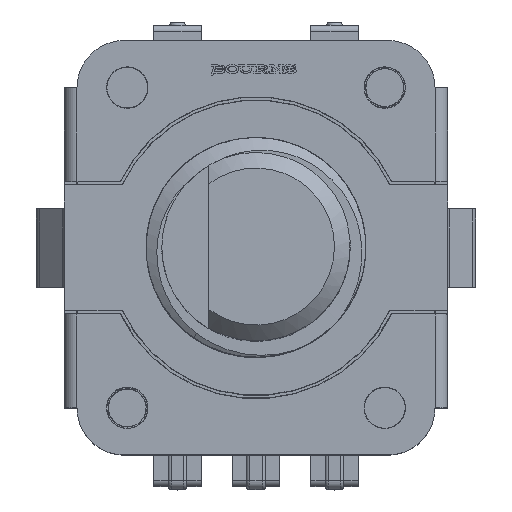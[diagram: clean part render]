
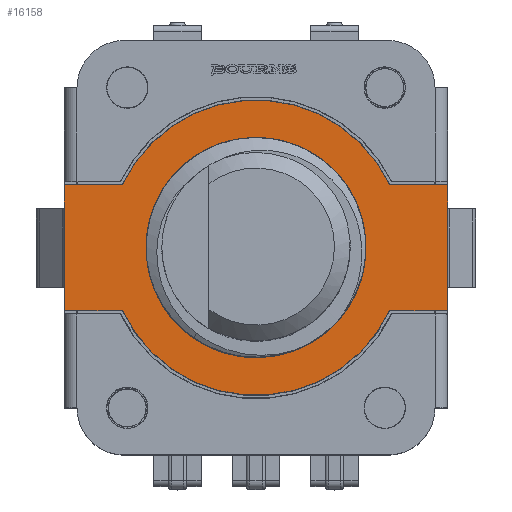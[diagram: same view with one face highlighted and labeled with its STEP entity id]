
A CAD part, top view. The second image highlights one B-rep face of the part: STEP entity #16158.
In plain terms, the highlighted face is planar.
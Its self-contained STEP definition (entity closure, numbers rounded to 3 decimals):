
#468=FACE_BOUND('',#1910,.T.);
#514=PLANE('',#17413);
#934=FACE_OUTER_BOUND('',#1909,.T.);
#1909=EDGE_LOOP('',(#10952,#10953,#10954,#10955,#10956,#10957,#10958,#10959));
#1910=EDGE_LOOP('',(#10960,#10961,#10962));
#2903=CIRCLE('',#17412,4.7);
#2904=CIRCLE('',#17414,4.7);
#2905=CIRCLE('',#17415,3.5);
#3567=B_SPLINE_CURVE_WITH_KNOTS('',3,(#25294,#25295,#25296,#25297),
 .UNSPECIFIED.,.F.,.F.,(4,4),(-0.005,0.),.UNSPECIFIED.);
#3568=B_SPLINE_CURVE_WITH_KNOTS('',3,(#25298,#25299,#25300,#25301,#25302,
#25303,#25304,#25305,#25306,#25307,#25308,#25309,#25310,#25311,#25312,#25313,
#25314,#25315,#25316,#25317,#25318,#25319,#25320,#25321,#25322),
 .UNSPECIFIED.,.F.,.F.,(4,3,3,3,3,3,3,3,4),(-3.886,-3.459,
-2.954,-2.448,-1.943,-1.438,
-0.933,-0.428,0.),.UNSPECIFIED.);
#3815=LINE('',#25244,#5310);
#3818=LINE('',#25249,#5313);
#3820=LINE('',#25253,#5315);
#3833=LINE('',#25279,#5328);
#3834=LINE('',#25282,#5329);
#3836=LINE('',#25288,#5331);
#5310=VECTOR('',#19058,1.847);
#5313=VECTOR('',#19063,4.);
#5315=VECTOR('',#19067,1.847);
#5328=VECTOR('',#19090,4.);
#5329=VECTOR('',#19093,1.847);
#5331=VECTOR('',#19101,1.847);
#6830=VERTEX_POINT('',#25241);
#6831=VERTEX_POINT('',#25243);
#6832=VERTEX_POINT('',#25247);
#6833=VERTEX_POINT('',#25251);
#6840=VERTEX_POINT('',#25275);
#6841=VERTEX_POINT('',#25277);
#6842=VERTEX_POINT('',#25281);
#6843=VERTEX_POINT('',#25287);
#6844=VERTEX_POINT('',#25290);
#6845=VERTEX_POINT('',#25291);
#6846=VERTEX_POINT('',#25293);
#8411=EDGE_CURVE('',#6830,#6831,#3815,.T.);
#8414=EDGE_CURVE('',#6832,#6830,#3818,.T.);
#8416=EDGE_CURVE('',#6833,#6832,#3820,.T.);
#8429=EDGE_CURVE('',#6841,#6840,#3833,.T.);
#8430=EDGE_CURVE('',#6840,#6842,#3834,.T.);
#8432=EDGE_CURVE('',#6842,#6833,#2903,.T.);
#8433=EDGE_CURVE('',#6843,#6841,#3836,.T.);
#8434=EDGE_CURVE('',#6831,#6843,#2904,.T.);
#8435=EDGE_CURVE('',#6844,#6845,#2905,.T.);
#8436=EDGE_CURVE('',#6846,#6844,#3567,.T.);
#8437=EDGE_CURVE('',#6846,#6845,#3568,.T.);
#10952=ORIENTED_EDGE('',*,*,#8429,.F.);
#10953=ORIENTED_EDGE('',*,*,#8433,.F.);
#10954=ORIENTED_EDGE('',*,*,#8434,.F.);
#10955=ORIENTED_EDGE('',*,*,#8411,.F.);
#10956=ORIENTED_EDGE('',*,*,#8414,.F.);
#10957=ORIENTED_EDGE('',*,*,#8416,.F.);
#10958=ORIENTED_EDGE('',*,*,#8432,.F.);
#10959=ORIENTED_EDGE('',*,*,#8430,.F.);
#10960=ORIENTED_EDGE('',*,*,#8435,.F.);
#10961=ORIENTED_EDGE('',*,*,#8436,.F.);
#10962=ORIENTED_EDGE('',*,*,#8437,.T.);
#16158=ADVANCED_FACE('',(#934,#468),#514,.T.);
#17412=AXIS2_PLACEMENT_3D('',#25285,#19097,#19098);
#17413=AXIS2_PLACEMENT_3D('',#25286,#19099,#19100);
#17414=AXIS2_PLACEMENT_3D('',#25289,#19102,#19103);
#17415=AXIS2_PLACEMENT_3D('',#25292,#19104,#19105);
#19058=DIRECTION('',(1.,0.,0.));
#19063=DIRECTION('',(0.,0.,-1.));
#19067=DIRECTION('',(-1.,0.,0.));
#19090=DIRECTION('',(0.,0.,1.));
#19093=DIRECTION('',(-1.,0.,0.));
#19097=DIRECTION('center_axis',(0.,-1.,0.));
#19098=DIRECTION('ref_axis',(0.905,0.,0.426));
#19099=DIRECTION('center_axis',(0.,1.,0.));
#19100=DIRECTION('ref_axis',(1.,0.,0.));
#19101=DIRECTION('',(1.,0.,0.));
#19102=DIRECTION('center_axis',(0.,-1.,0.));
#19103=DIRECTION('ref_axis',(-0.905,0.,-0.426));
#19104=DIRECTION('center_axis',(0.,1.,0.));
#19105=DIRECTION('ref_axis',(-0.971,0.,0.239));
#25241=CARTESIAN_POINT('',(-6.1,1.1,-2.));
#25243=CARTESIAN_POINT('',(-4.253,1.1,-2.));
#25244=CARTESIAN_POINT('',(-6.1,1.1,-2.));
#25247=CARTESIAN_POINT('',(-6.1,1.1,2.));
#25249=CARTESIAN_POINT('',(-6.1,1.1,2.));
#25251=CARTESIAN_POINT('',(-4.253,1.1,2.));
#25253=CARTESIAN_POINT('',(-4.253,1.1,2.));
#25275=CARTESIAN_POINT('',(6.1,1.1,2.));
#25277=CARTESIAN_POINT('',(6.1,1.1,-2.));
#25279=CARTESIAN_POINT('',(6.1,1.1,-2.));
#25281=CARTESIAN_POINT('',(4.253,1.1,2.));
#25282=CARTESIAN_POINT('',(6.1,1.1,2.));
#25285=CARTESIAN_POINT('Origin',(0.,1.1,0.));
#25286=CARTESIAN_POINT('Origin',(0.,1.1,0.));
#25287=CARTESIAN_POINT('',(4.253,1.1,-2.));
#25288=CARTESIAN_POINT('',(4.253,1.1,-2.));
#25289=CARTESIAN_POINT('Origin',(0.,1.1,0.));
#25290=CARTESIAN_POINT('',(-3.394,1.1,0.855));
#25291=CARTESIAN_POINT('',(-2.619,1.1,2.321));
#25292=CARTESIAN_POINT('Origin',(0.,1.1,0.));
#25293=CARTESIAN_POINT('',(-3.398,1.1,0.838));
#25294=CARTESIAN_POINT('Ctrl Pts',(-3.398,1.1,0.838));
#25295=CARTESIAN_POINT('Ctrl Pts',(-3.397,1.1,0.844));
#25296=CARTESIAN_POINT('Ctrl Pts',(-3.395,1.1,0.849));
#25297=CARTESIAN_POINT('Ctrl Pts',(-3.394,1.1,0.855));
#25298=CARTESIAN_POINT('Ctrl Pts',(-3.397,1.1,0.837));
#25299=CARTESIAN_POINT('Ctrl Pts',(-3.573,1.1,0.114));
#25300=CARTESIAN_POINT('Ctrl Pts',(-3.516,1.1,-0.666));
#25301=CARTESIAN_POINT('Ctrl Pts',(-3.229,1.1,-1.351));
#25302=CARTESIAN_POINT('Ctrl Pts',(-2.89,1.1,-2.161));
#25303=CARTESIAN_POINT('Ctrl Pts',(-2.23,1.1,-2.837));
#25304=CARTESIAN_POINT('Ctrl Pts',(-1.429,1.1,-3.195));
#25305=CARTESIAN_POINT('Ctrl Pts',(-0.627,1.1,
-3.554));
#25306=CARTESIAN_POINT('Ctrl Pts',(0.316,1.1,-3.595));
#25307=CARTESIAN_POINT('Ctrl Pts',(1.146,1.1,-3.307));
#25308=CARTESIAN_POINT('Ctrl Pts',(1.975,1.1,-3.02));
#25309=CARTESIAN_POINT('Ctrl Pts',(2.691,1.1,-2.404));
#25310=CARTESIAN_POINT('Ctrl Pts',(3.099,1.1,-1.627));
#25311=CARTESIAN_POINT('Ctrl Pts',(3.507,1.1,-0.849));
#25312=CARTESIAN_POINT('Ctrl Pts',(3.607,1.1,0.09));
#25313=CARTESIAN_POINT('Ctrl Pts',(3.373,1.1,0.936));
#25314=CARTESIAN_POINT('Ctrl Pts',(3.138,1.1,1.782));
#25315=CARTESIAN_POINT('Ctrl Pts',(2.568,1.1,2.535));
#25316=CARTESIAN_POINT('Ctrl Pts',(1.818,1.1,2.991));
#25317=CARTESIAN_POINT('Ctrl Pts',(1.068,1.1,3.447));
#25318=CARTESIAN_POINT('Ctrl Pts',(0.137,1.1,3.605));
#25319=CARTESIAN_POINT('Ctrl Pts',(-0.722,1.1,
3.425));
#25320=CARTESIAN_POINT('Ctrl Pts',(-1.449,1.1,3.272));
#25321=CARTESIAN_POINT('Ctrl Pts',(-2.124,1.1,2.876));
#25322=CARTESIAN_POINT('Ctrl Pts',(-2.619,1.1,2.32));
